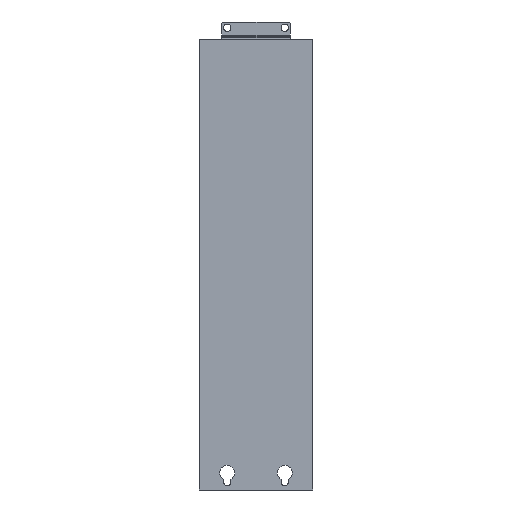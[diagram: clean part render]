
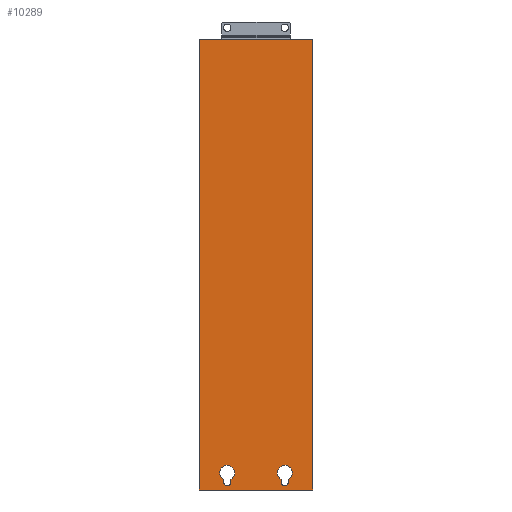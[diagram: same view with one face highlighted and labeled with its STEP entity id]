
A CAD part, front view. The second image highlights one B-rep face of the part: STEP entity #10289.
In plain terms, the highlighted planar face has unit normal (0, -1, 0).
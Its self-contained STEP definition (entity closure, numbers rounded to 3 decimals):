
#10289 = ADVANCED_FACE ( 'NONE', ( #52679, #52678, #52677 ), #52672, .F. ) ;
#10291 = EDGE_LOOP ( 'NONE', ( #10292, #10297, #10300, #10301, #10304 ) ) ;
#10292 = ORIENTED_EDGE ( 'NONE', *, *, #10293, .T. ) ;
#10293 = EDGE_CURVE ( 'NONE', #10294, #10295, #52659, .T. ) ;
#10294 = VERTEX_POINT ( 'NONE', #52655 ) ;
#10295 = VERTEX_POINT ( 'NONE', #52654 ) ;
#10297 = ORIENTED_EDGE ( 'NONE', *, *, #10299, .T. ) ;
#10299 = EDGE_CURVE ( 'NONE', #10295, #10816, #52676, .T. ) ;
#10300 = ORIENTED_EDGE ( 'NONE', *, *, #10815, .T. ) ;
#10301 = ORIENTED_EDGE ( 'NONE', *, *, #10302, .T. ) ;
#10302 = EDGE_CURVE ( 'NONE', #10817, #10303, #52714, .T. ) ;
#10303 = VERTEX_POINT ( 'NONE', #52691 ) ;
#10304 = ORIENTED_EDGE ( 'NONE', *, *, #10305, .T. ) ;
#10305 = EDGE_CURVE ( 'NONE', #10303, #10294, #52660, .T. ) ;
#10306 = EDGE_LOOP ( 'NONE', ( #10307, #10313, #10316, #10319, #10328 ) ) ;
#10307 = ORIENTED_EDGE ( 'NONE', *, *, #10308, .T. ) ;
#10308 = EDGE_CURVE ( 'NONE', #10779, #10311, #52661, .T. ) ;
#10311 = VERTEX_POINT ( 'NONE', #52735 ) ;
#10313 = ORIENTED_EDGE ( 'NONE', *, *, #10314, .T. ) ;
#10314 = EDGE_CURVE ( 'NONE', #10311, #10315, #52699, .T. ) ;
#10315 = VERTEX_POINT ( 'NONE', #52935 ) ;
#10316 = ORIENTED_EDGE ( 'NONE', *, *, #10317, .T. ) ;
#10317 = EDGE_CURVE ( 'NONE', #10315, #10318, #52934, .T. ) ;
#10318 = VERTEX_POINT ( 'NONE', #52930 ) ;
#10319 = ORIENTED_EDGE ( 'NONE', *, *, #10327, .T. ) ;
#10327 = EDGE_CURVE ( 'NONE', #10318, #10778, #52823, .T. ) ;
#10328 = ORIENTED_EDGE ( 'NONE', *, *, #10777, .T. ) ;
#10330 = EDGE_LOOP ( 'NONE', ( #10332, #10334, #10336, #10337 ) ) ;
#10332 = ORIENTED_EDGE ( 'NONE', *, *, #11032, .F. ) ;
#10334 = ORIENTED_EDGE ( 'NONE', *, *, #10835, .F. ) ;
#10336 = ORIENTED_EDGE ( 'NONE', *, *, #10819, .F. ) ;
#10337 = ORIENTED_EDGE ( 'NONE', *, *, #11022, .F. ) ;
#10759 = VERTEX_POINT ( 'NONE', #53761 ) ;
#10777 = EDGE_CURVE ( 'NONE', #10778, #10779, #54064, .T. ) ;
#10778 = VERTEX_POINT ( 'NONE', #54062 ) ;
#10779 = VERTEX_POINT ( 'NONE', #54061 ) ;
#10815 = EDGE_CURVE ( 'NONE', #10816, #10817, #54038, .T. ) ;
#10816 = VERTEX_POINT ( 'NONE', #54044 ) ;
#10817 = VERTEX_POINT ( 'NONE', #54043 ) ;
#10819 = EDGE_CURVE ( 'NONE', #11023, #10759, #54051, .T. ) ;
#10835 = EDGE_CURVE ( 'NONE', #10759, #10836, #54215, .T. ) ;
#10836 = VERTEX_POINT ( 'NONE', #54242 ) ;
#11022 = EDGE_CURVE ( 'NONE', #11033, #11023, #54536, .T. ) ;
#11023 = VERTEX_POINT ( 'NONE', #54632 ) ;
#11032 = EDGE_CURVE ( 'NONE', #10836, #11033, #54642, .T. ) ;
#11033 = VERTEX_POINT ( 'NONE', #54638 ) ;
#52651 = DIRECTION ( 'NONE',  ( 0., 0., 1. ) ) ;
#52652 = DIRECTION ( 'NONE',  ( 0., 1., 0. ) ) ;
#52653 = CARTESIAN_POINT ( 'NONE',  ( -252.232, 298.501, 166.083 ) ) ;
#52654 = CARTESIAN_POINT ( 'NONE',  ( -180.982, 298.501, -216.546 ) ) ;
#52655 = CARTESIAN_POINT ( 'NONE',  ( -180.982, 298.501, -218.917 ) ) ;
#52656 = DIRECTION ( 'NONE',  ( 0., 0., 1. ) ) ;
#52657 = VECTOR ( 'NONE', #52656, 1000. ) ;
#52658 = CARTESIAN_POINT ( 'NONE',  ( -180.982, 298.501, -218.917 ) ) ;
#52659 = LINE ( 'NONE', #52658, #52657 ) ;
#52660 = CIRCLE ( 'NONE', #52670, 3.25 ) ;
#52661 = LINE ( 'NONE', #52685, #52737 ) ;
#52667 = DIRECTION ( 'NONE',  ( 0., 0., 1. ) ) ;
#52668 = DIRECTION ( 'NONE',  ( 0., 1., 0. ) ) ;
#52669 = CARTESIAN_POINT ( 'NONE',  ( -177.732, 298.501, -218.917 ) ) ;
#52670 = AXIS2_PLACEMENT_3D ( 'NONE', #52669, #52668, #52667 ) ;
#52671 = AXIS2_PLACEMENT_3D ( 'NONE', #52653, #52652, #52651 ) ;
#52672 = PLANE ( 'NONE',  #52671 ) ;
#52676 = CIRCLE ( 'NONE', #52707, 6.5 ) ;
#52677 = FACE_OUTER_BOUND ( 'NONE', #10330, .T. ) ;
#52678 = FACE_BOUND ( 'NONE', #10306, .T. ) ;
#52679 = FACE_BOUND ( 'NONE', #10291, .T. ) ;
#52685 = CARTESIAN_POINT ( 'NONE',  ( -224.482, 298.501, -218.917 ) ) ;
#52691 = CARTESIAN_POINT ( 'NONE',  ( -174.482, 298.501, -218.917 ) ) ;
#52692 = DIRECTION ( 'NONE',  ( 0., 0., -1. ) ) ;
#52693 = VECTOR ( 'NONE', #52692, 1000. ) ;
#52694 = CARTESIAN_POINT ( 'NONE',  ( -174.482, 298.501, -218.917 ) ) ;
#52695 = DIRECTION ( 'NONE',  ( 0., 0., 1. ) ) ;
#52696 = DIRECTION ( 'NONE',  ( 0., 1., 0. ) ) ;
#52697 = CARTESIAN_POINT ( 'NONE',  ( -227.732, 298.501, -218.917 ) ) ;
#52698 = AXIS2_PLACEMENT_3D ( 'NONE', #52697, #52696, #52695 ) ;
#52699 = CIRCLE ( 'NONE', #52698, 3.25 ) ;
#52704 = DIRECTION ( 'NONE',  ( 0., 0., 1. ) ) ;
#52705 = DIRECTION ( 'NONE',  ( 0., 1., 0. ) ) ;
#52706 = CARTESIAN_POINT ( 'NONE',  ( -177.732, 298.501, -210.917 ) ) ;
#52707 = AXIS2_PLACEMENT_3D ( 'NONE', #52706, #52705, #52704 ) ;
#52714 = LINE ( 'NONE', #52694, #52693 ) ;
#52735 = CARTESIAN_POINT ( 'NONE',  ( -224.482, 298.501, -218.917 ) ) ;
#52736 = DIRECTION ( 'NONE',  ( 0., 0., -1. ) ) ;
#52737 = VECTOR ( 'NONE', #52736, 1000. ) ;
#52819 = DIRECTION ( 'NONE',  ( 0., 0., 1. ) ) ;
#52820 = DIRECTION ( 'NONE',  ( 0., 1., 0. ) ) ;
#52821 = CARTESIAN_POINT ( 'NONE',  ( -227.732, 298.501, -210.917 ) ) ;
#52822 = AXIS2_PLACEMENT_3D ( 'NONE', #52821, #52820, #52819 ) ;
#52823 = CIRCLE ( 'NONE', #52822, 6.5 ) ;
#52930 = CARTESIAN_POINT ( 'NONE',  ( -230.982, 298.501, -216.546 ) ) ;
#52931 = DIRECTION ( 'NONE',  ( 0., 0., 1. ) ) ;
#52932 = VECTOR ( 'NONE', #52931, 1000. ) ;
#52933 = CARTESIAN_POINT ( 'NONE',  ( -230.982, 298.501, -218.917 ) ) ;
#52934 = LINE ( 'NONE', #52933, #52932 ) ;
#52935 = CARTESIAN_POINT ( 'NONE',  ( -230.982, 298.501, -218.917 ) ) ;
#53761 = CARTESIAN_POINT ( 'NONE',  ( -153.232, 298.501, -225.917 ) ) ;
#54035 = DIRECTION ( 'NONE',  ( 0., 1., 0. ) ) ;
#54036 = CARTESIAN_POINT ( 'NONE',  ( -227.732, 298.501, -210.917 ) ) ;
#54037 = AXIS2_PLACEMENT_3D ( 'NONE', #54036, #54035, #54063 ) ;
#54038 = CIRCLE ( 'NONE', #54048, 6.5 ) ;
#54043 = CARTESIAN_POINT ( 'NONE',  ( -174.482, 298.501, -216.546 ) ) ;
#54044 = CARTESIAN_POINT ( 'NONE',  ( -177.732, 298.501, -204.417 ) ) ;
#54045 = DIRECTION ( 'NONE',  ( 0., 0., 1. ) ) ;
#54046 = DIRECTION ( 'NONE',  ( 0., 1., 0. ) ) ;
#54047 = CARTESIAN_POINT ( 'NONE',  ( -177.732, 298.501, -210.917 ) ) ;
#54048 = AXIS2_PLACEMENT_3D ( 'NONE', #54047, #54046, #54045 ) ;
#54049 = VECTOR ( 'NONE', #54099, 1000. ) ;
#54050 = CARTESIAN_POINT ( 'NONE',  ( -153.232, 298.501, -225.917 ) ) ;
#54051 = LINE ( 'NONE', #54050, #54049 ) ;
#54061 = CARTESIAN_POINT ( 'NONE',  ( -224.482, 298.501, -216.546 ) ) ;
#54062 = CARTESIAN_POINT ( 'NONE',  ( -227.732, 298.501, -204.417 ) ) ;
#54063 = DIRECTION ( 'NONE',  ( 0., 0., 1. ) ) ;
#54064 = CIRCLE ( 'NONE', #54037, 6.5 ) ;
#54099 = DIRECTION ( 'NONE',  ( 0., 0., -1. ) ) ;
#54212 = DIRECTION ( 'NONE',  ( -1., 0., 0. ) ) ;
#54213 = VECTOR ( 'NONE', #54212, 1000. ) ;
#54214 = CARTESIAN_POINT ( 'NONE',  ( -252.232, 298.501, -225.917 ) ) ;
#54215 = LINE ( 'NONE', #54214, #54213 ) ;
#54242 = CARTESIAN_POINT ( 'NONE',  ( -252.232, 298.501, -225.917 ) ) ;
#54533 = DIRECTION ( 'NONE',  ( 1., 0., 0. ) ) ;
#54534 = VECTOR ( 'NONE', #54533, 1000. ) ;
#54535 = CARTESIAN_POINT ( 'NONE',  ( -252.232, 298.501, 166.083 ) ) ;
#54536 = LINE ( 'NONE', #54535, #54534 ) ;
#54632 = CARTESIAN_POINT ( 'NONE',  ( -153.232, 298.501, 166.083 ) ) ;
#54638 = CARTESIAN_POINT ( 'NONE',  ( -252.232, 298.501, 166.083 ) ) ;
#54639 = DIRECTION ( 'NONE',  ( 0., 0., 1. ) ) ;
#54640 = VECTOR ( 'NONE', #54639, 1000. ) ;
#54641 = CARTESIAN_POINT ( 'NONE',  ( -252.232, 298.501, -225.917 ) ) ;
#54642 = LINE ( 'NONE', #54641, #54640 ) ;
